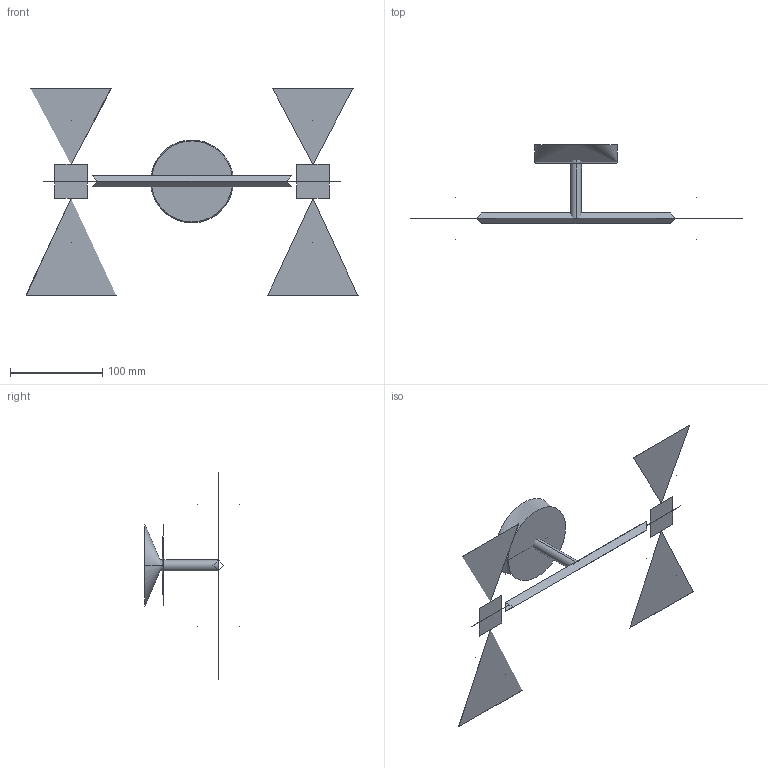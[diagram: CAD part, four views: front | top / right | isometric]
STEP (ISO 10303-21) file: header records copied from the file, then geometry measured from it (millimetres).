
FILE_DESCRIPTION(/* description */ (''),/* implementation_level */ '2;1');
FILE_NAME(/* name */ '1744.240_GRAAL',/* time_stamp */ '2023-01-18T18:26:52+01:00',/* author */ (''),/* organization */ (''),/* preprocessor_version */ 'ST-DEVELOPER v16.5',/* originating_system */ 'Rhino 7.15',/* authorisation */ '');
FILE_SCHEMA (('CONFIG_CONTROL_DESIGN'));
Length unit declared in the file: millimetre
Products named in the file (1): Document
Bounding box: 360.63 x 102.5 x 224.02 mm (x, y, z)
Volume: 360813.6 mm3; surface area: 259493.2 mm2
Topology: 8 solids, 19 shells, 48 faces, 151 edges, 95 vertices
Faces by surface type: bspline 34, cylinder 10, plane 4
Entity records: 3366 total; most frequent: CARTESIAN_POINT 2679, ORIENTED_EDGE 156, EDGE_CURVE 94, VERTEX_POINT 66, ADVANCED_FACE 48, FACE_OUTER_BOUND 48, EDGE_LOOP 48, DIRECTION 30
